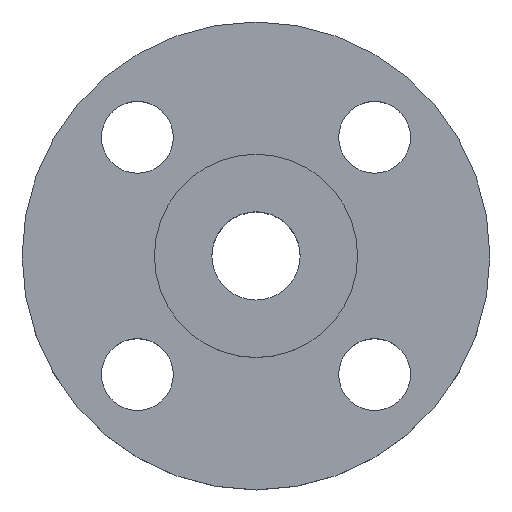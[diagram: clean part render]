
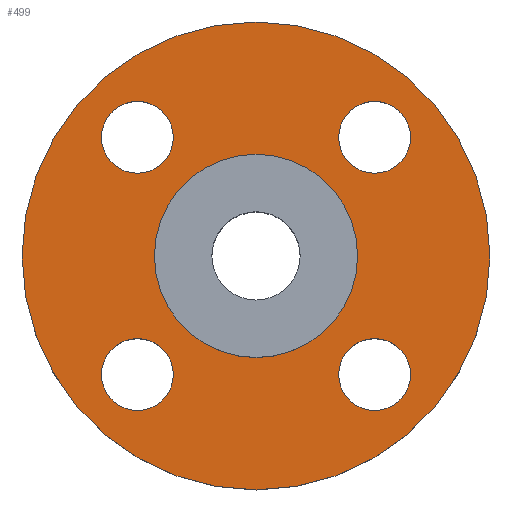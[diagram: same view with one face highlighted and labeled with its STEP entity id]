
A CAD part, top view. The second image highlights one B-rep face of the part: STEP entity #499.
In plain terms, the highlighted planar face has unit normal (0, 0, 1).
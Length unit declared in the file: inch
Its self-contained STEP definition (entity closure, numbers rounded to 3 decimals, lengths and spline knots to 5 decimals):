
#4 = VERTEX_POINT ( 'NONE', #799 ) ;
#6 = DIRECTION ( 'NONE',  ( 1., 0., 0. ) ) ;
#12 = ORIENTED_EDGE ( 'NONE', *, *, #143, .F. ) ;
#16 = AXIS2_PLACEMENT_3D ( 'NONE', #211, #421, #728 ) ;
#34 = DIRECTION ( 'NONE',  ( 0., 0., 1. ) ) ;
#46 = EDGE_CURVE ( 'NONE', #467, #4, #282, .T. ) ;
#59 = EDGE_CURVE ( 'NONE', #4, #467, #342, .T. ) ;
#71 = EDGE_CURVE ( 'NONE', #778, #350, #327, .T. ) ;
#72 = CARTESIAN_POINT ( 'NONE',  ( 1.23744, -0.86244, 0. ) ) ;
#73 = ORIENTED_EDGE ( 'NONE', *, *, #71, .F. ) ;
#80 = CIRCLE ( 'NONE', #629, 0.375 ) ;
#83 = DIRECTION ( 'NONE',  ( 0., 0., 1. ) ) ;
#93 = CARTESIAN_POINT ( 'NONE',  ( 0., 0., 0. ) ) ;
#97 = CARTESIAN_POINT ( 'NONE',  ( 1.23744, 1.23744, 0. ) ) ;
#107 = FACE_BOUND ( 'NONE', #142, .T. ) ;
#116 = CARTESIAN_POINT ( 'NONE',  ( 1.61244, 1.23744, 0. ) ) ;
#131 = CARTESIAN_POINT ( 'NONE',  ( -1.06, 0., 0. ) ) ;
#133 = AXIS2_PLACEMENT_3D ( 'NONE', #93, #423, #729 ) ;
#135 = CARTESIAN_POINT ( 'NONE',  ( -1.23744, -1.23744, 0. ) ) ;
#142 = EDGE_LOOP ( 'NONE', ( #197, #73 ) ) ;
#143 = EDGE_CURVE ( 'NONE', #428, #296, #212, .T. ) ;
#160 = CIRCLE ( 'NONE', #719, 0.375 ) ;
#168 = EDGE_CURVE ( 'NONE', #265, #292, #770, .T. ) ;
#197 = ORIENTED_EDGE ( 'NONE', *, *, #267, .F. ) ;
#200 = EDGE_CURVE ( 'NONE', #716, #576, #456, .T. ) ;
#202 = EDGE_LOOP ( 'NONE', ( #325, #513 ) ) ;
#207 = EDGE_LOOP ( 'NONE', ( #352, #635 ) ) ;
#211 = CARTESIAN_POINT ( 'NONE',  ( 1.23744, 1.23744, 0. ) ) ;
#212 = CIRCLE ( 'NONE', #382, 0.375 ) ;
#218 = CARTESIAN_POINT ( 'NONE',  ( -1.61244, -1.23744, 0. ) ) ;
#226 = ORIENTED_EDGE ( 'NONE', *, *, #59, .F. ) ;
#235 = ORIENTED_EDGE ( 'NONE', *, *, #393, .F. ) ;
#239 = PLANE ( 'NONE',  #524 ) ;
#242 = AXIS2_PLACEMENT_3D ( 'NONE', #97, #347, #612 ) ;
#264 = CARTESIAN_POINT ( 'NONE',  ( 1.06, 0., 0. ) ) ;
#265 = VERTEX_POINT ( 'NONE', #277 ) ;
#267 = EDGE_CURVE ( 'NONE', #350, #778, #80, .T. ) ;
#268 = CARTESIAN_POINT ( 'NONE',  ( 0., 0., 0. ) ) ;
#277 = CARTESIAN_POINT ( 'NONE',  ( -2.44, 0., 0. ) ) ;
#282 = CIRCLE ( 'NONE', #16, 0.375 ) ;
#283 = CIRCLE ( 'NONE', #133, 2.44 ) ;
#289 = DIRECTION ( 'NONE',  ( 0., 1., 0. ) ) ;
#292 = VERTEX_POINT ( 'NONE', #514 ) ;
#296 = VERTEX_POINT ( 'NONE', #323 ) ;
#305 = FACE_BOUND ( 'NONE', #386, .T. ) ;
#311 = DIRECTION ( 'NONE',  ( 0., 0., 1. ) ) ;
#318 = CARTESIAN_POINT ( 'NONE',  ( 1.23744, -1.23744, 0. ) ) ;
#320 = CARTESIAN_POINT ( 'NONE',  ( 0., 0., 0. ) ) ;
#323 = CARTESIAN_POINT ( 'NONE',  ( -1.23744, 1.61244, 0. ) ) ;
#325 = ORIENTED_EDGE ( 'NONE', *, *, #722, .F. ) ;
#327 = CIRCLE ( 'NONE', #592, 0.375 ) ;
#340 = CARTESIAN_POINT ( 'NONE',  ( 1.23744, -1.23744, 0. ) ) ;
#342 = CIRCLE ( 'NONE', #242, 0.375 ) ;
#343 = AXIS2_PLACEMENT_3D ( 'NONE', #340, #794, #781 ) ;
#347 = DIRECTION ( 'NONE',  ( 0., 0., 1. ) ) ;
#350 = VERTEX_POINT ( 'NONE', #218 ) ;
#352 = ORIENTED_EDGE ( 'NONE', *, *, #439, .T. ) ;
#355 = EDGE_LOOP ( 'NONE', ( #462, #422 ) ) ;
#366 = CARTESIAN_POINT ( 'NONE',  ( 0., 0., 0. ) ) ;
#382 = AXIS2_PLACEMENT_3D ( 'NONE', #595, #653, #453 ) ;
#386 = EDGE_LOOP ( 'NONE', ( #574, #226 ) ) ;
#387 = DIRECTION ( 'NONE',  ( 0., 0., 1. ) ) ;
#393 = EDGE_CURVE ( 'NONE', #296, #428, #536, .T. ) ;
#396 = AXIS2_PLACEMENT_3D ( 'NONE', #268, #83, #6 ) ;
#414 = DIRECTION ( 'NONE',  ( 1., 0., 0. ) ) ;
#421 = DIRECTION ( 'NONE',  ( 0., 0., 1. ) ) ;
#422 = ORIENTED_EDGE ( 'NONE', *, *, #605, .F. ) ;
#423 = DIRECTION ( 'NONE',  ( 0., 0., 1. ) ) ;
#427 = FACE_OUTER_BOUND ( 'NONE', #207, .T. ) ;
#428 = VERTEX_POINT ( 'NONE', #539 ) ;
#431 = AXIS2_PLACEMENT_3D ( 'NONE', #320, #636, #591 ) ;
#435 = DIRECTION ( 'NONE',  ( 1., 0., 0. ) ) ;
#438 = FACE_BOUND ( 'NONE', #202, .T. ) ;
#439 = EDGE_CURVE ( 'NONE', #292, #265, #283, .T. ) ;
#448 = DIRECTION ( 'NONE',  ( 0., 0., 1. ) ) ;
#453 = DIRECTION ( 'NONE',  ( 0., 1., 0. ) ) ;
#456 = CIRCLE ( 'NONE', #431, 1.06 ) ;
#462 = ORIENTED_EDGE ( 'NONE', *, *, #738, .F. ) ;
#467 = VERTEX_POINT ( 'NONE', #116 ) ;
#468 = DIRECTION ( 'NONE',  ( 0., 0., 1. ) ) ;
#469 = AXIS2_PLACEMENT_3D ( 'NONE', #665, #468, #289 ) ;
#471 = CIRCLE ( 'NONE', #668, 1.06 ) ;
#475 = CARTESIAN_POINT ( 'NONE',  ( -0.86244, -1.23744, 0. ) ) ;
#497 = FACE_BOUND ( 'NONE', #355, .T. ) ;
#499 = ADVANCED_FACE ( 'NONE', ( #497, #107, #694, #305, #438, #427 ), #239, .T. ) ;
#513 = ORIENTED_EDGE ( 'NONE', *, *, #200, .F. ) ;
#514 = CARTESIAN_POINT ( 'NONE',  ( 2.44, 0., 0. ) ) ;
#520 = CARTESIAN_POINT ( 'NONE',  ( 0., 0., 0. ) ) ;
#524 = AXIS2_PLACEMENT_3D ( 'NONE', #366, #311, #435 ) ;
#529 = VERTEX_POINT ( 'NONE', #570 ) ;
#531 = DIRECTION ( 'NONE',  ( -1., 0., 0. ) ) ;
#536 = CIRCLE ( 'NONE', #469, 0.375 ) ;
#537 = CARTESIAN_POINT ( 'NONE',  ( -1.23744, -1.23744, 0. ) ) ;
#539 = CARTESIAN_POINT ( 'NONE',  ( -1.23744, 0.86244, 0. ) ) ;
#546 = DIRECTION ( 'NONE',  ( -1., 0., 0. ) ) ;
#570 = CARTESIAN_POINT ( 'NONE',  ( 1.23744, -1.61244, 0. ) ) ;
#574 = ORIENTED_EDGE ( 'NONE', *, *, #46, .F. ) ;
#576 = VERTEX_POINT ( 'NONE', #131 ) ;
#591 = DIRECTION ( 'NONE',  ( 1., 0., 0. ) ) ;
#592 = AXIS2_PLACEMENT_3D ( 'NONE', #537, #34, #546 ) ;
#595 = CARTESIAN_POINT ( 'NONE',  ( -1.23744, 1.23744, 0. ) ) ;
#605 = EDGE_CURVE ( 'NONE', #695, #529, #160, .T. ) ;
#612 = DIRECTION ( 'NONE',  ( 1., 0., 0. ) ) ;
#629 = AXIS2_PLACEMENT_3D ( 'NONE', #135, #387, #531 ) ;
#635 = ORIENTED_EDGE ( 'NONE', *, *, #168, .T. ) ;
#636 = DIRECTION ( 'NONE',  ( 0., 0., 1. ) ) ;
#638 = DIRECTION ( 'NONE',  ( 0., -1., 0. ) ) ;
#653 = DIRECTION ( 'NONE',  ( 0., 0., 1. ) ) ;
#658 = EDGE_LOOP ( 'NONE', ( #235, #12 ) ) ;
#665 = CARTESIAN_POINT ( 'NONE',  ( -1.23744, 1.23744, 0. ) ) ;
#668 = AXIS2_PLACEMENT_3D ( 'NONE', #520, #669, #414 ) ;
#669 = DIRECTION ( 'NONE',  ( 0., 0., 1. ) ) ;
#694 = FACE_BOUND ( 'NONE', #658, .T. ) ;
#695 = VERTEX_POINT ( 'NONE', #72 ) ;
#707 = CIRCLE ( 'NONE', #343, 0.375 ) ;
#716 = VERTEX_POINT ( 'NONE', #264 ) ;
#719 = AXIS2_PLACEMENT_3D ( 'NONE', #318, #448, #638 ) ;
#722 = EDGE_CURVE ( 'NONE', #576, #716, #471, .T. ) ;
#728 = DIRECTION ( 'NONE',  ( 1., 0., 0. ) ) ;
#729 = DIRECTION ( 'NONE',  ( 1., 0., 0. ) ) ;
#738 = EDGE_CURVE ( 'NONE', #529, #695, #707, .T. ) ;
#770 = CIRCLE ( 'NONE', #396, 2.44 ) ;
#778 = VERTEX_POINT ( 'NONE', #475 ) ;
#781 = DIRECTION ( 'NONE',  ( 0., -1., 0. ) ) ;
#794 = DIRECTION ( 'NONE',  ( 0., 0., 1. ) ) ;
#799 = CARTESIAN_POINT ( 'NONE',  ( 0.86244, 1.23744, 0. ) ) ;
